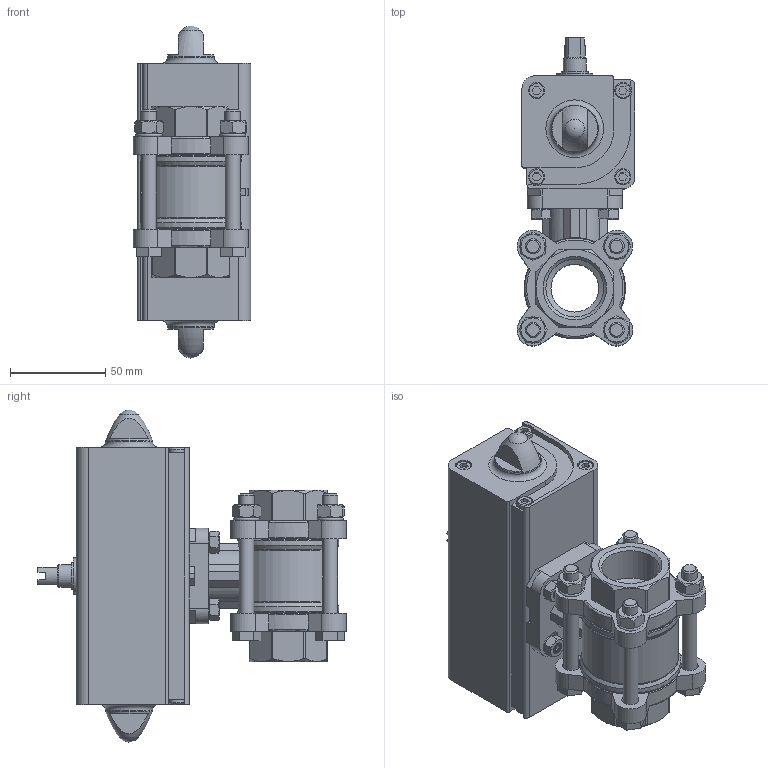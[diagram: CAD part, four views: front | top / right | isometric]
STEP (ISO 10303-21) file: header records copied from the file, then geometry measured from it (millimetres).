
FILE_DESCRIPTION(/* description */ ('STEP AP214'),/* implementation_level */ '2;1');
FILE_NAME(/* name */ '1809655_VZBA-1-GG-63-T-22-F0405-V4V4T-PP30-R-90-C',/* time_stamp */ '2024-09-17T23:35:17+02:00',/* author */ ('License CC BY-ND 4.0'),/* organization */ ('CADENAS'),/* preprocessor_version */ 'ST-DEVELOPER v19.3',/* originating_system */ 'PARTsolutions',/* authorisation */ ' ');
FILE_SCHEMA (('AUTOMOTIVE_DESIGN {1 0 10303 214 3 1 1}'));
Length unit declared in the file: millimetre
Products named in the file (7): 1809655 VZBA-1"-GG-63-T-22-F0405-V4V4T-PP30-R-90-C; 1686640 VZBA-1''-GG-63-T-22-F0405-V4V4T; 690067 S 6 A2; DIN 934 - M6(F); DIN-913 - M6x25; 533418 DAPS-0030-090-R-F0305---(1); 533418 DAPS-0030-090-R-F0305---(2)
Assembly tree (14 placements, depth 2):
  1809655 VZBA-1"-GG-63-T-22-F0405-V4V4T-PP30-R-90-C
    690067 S 6 A2  x4
    DIN 934 - M6(F)  x4
    DIN-913 - M6x25  x4
    533418 DAPS-0030-090-R-F0305---(1)
    533418 DAPS-0030-090-R-F0305---(2)
  1686640 VZBA-1''-GG-63-T-22-F0405-V4V4T
Bounding box: 61.74 x 161.44 x 174 mm (x, y, z)
Volume: 644785 mm3; surface area: 106231.4 mm2
Topology: 15 solids, 15 shells, 706 faces, 1739 edges, 1109 vertices
Faces by surface type: plane 391, cylinder 158, cone 123, torus 32, sphere 2
Full cylindrical faces by diameter (mm): 4.134 x12, 4.8 x1, 4.917 x9, 6 x4, 6.4 x4, 7.75 x4, 8 x4, 8.5 x8, 8.566 x2, 9 x9, 10 x4, 12 x1, 14.1 x1, 15 x1, 19 x2, 22 x2, 25 x1, 30.291 x2, 32.2 x1, 53 x2
Entity records: 17550 total; most frequent: CARTESIAN_POINT 3650, DIRECTION 2803, ORIENTED_EDGE 2626, EDGE_CURVE 1313, AXIS2_PLACEMENT_3D 1039, VERTEX_POINT 951, FACE_BOUND 856, EDGE_LOOP 837
